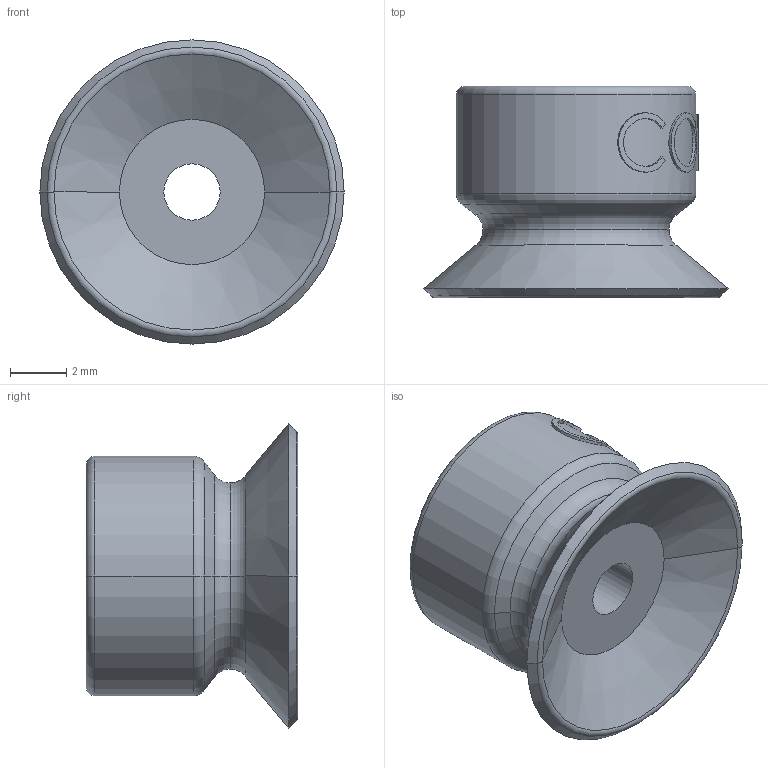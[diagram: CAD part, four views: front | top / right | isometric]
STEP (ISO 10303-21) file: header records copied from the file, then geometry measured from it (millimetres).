
FILE_DESCRIPTION(('STEP AP214'),'1');
FILE_NAME('COVAL_VPG10NBR.stp','2017-12-27T16:19:30',('TraceParts'),('TraceParts S.A.'),'Spatial InterOp 3D',' ',' ');
FILE_SCHEMA(('automotive_design'));
Length unit declared in the file: millimetre
Products named in the file (1): COVAL_VPG10NBR
Bounding box: 10.79 x 7.5 x 10.79 mm (x, y, z)
Volume: 266 mm3; surface area: 480.9 mm2
Topology: 1 solids, 1 shells, 87 faces, 207 edges, 130 vertices
Faces by surface type: bspline 29, plane 18, cylinder 16, torus 16, cone 8
Entity records: 6883 total; most frequent: CARTESIAN_POINT 4370, ORIENTED_EDGE 414, DIRECTION 304, EDGE_CURVE 207, AXIS2_PLACEMENT_3D 137, VERTEX_POINT 130, B_SPLINE_CURVE_WITH_KNOTS 99, EDGE_LOOP 97
